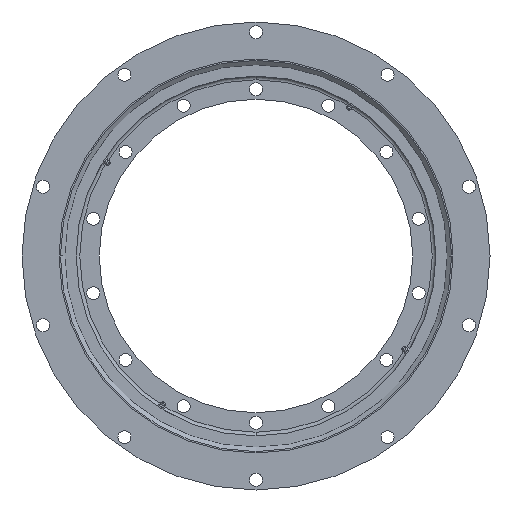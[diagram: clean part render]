
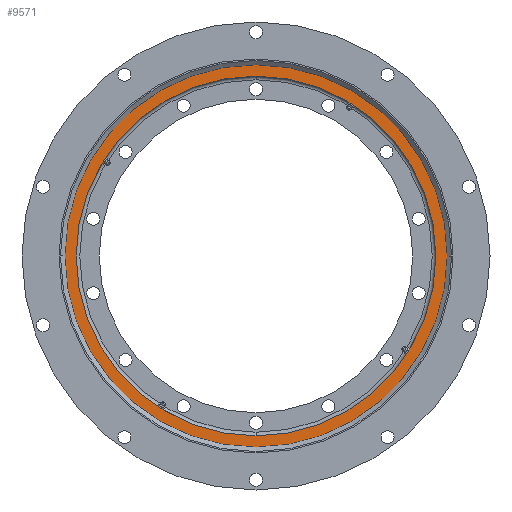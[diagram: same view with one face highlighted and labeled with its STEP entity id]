
A CAD part, front view. The second image highlights one B-rep face of the part: STEP entity #9571.
In plain terms, the highlighted planar face has unit normal (0, -1, 0).
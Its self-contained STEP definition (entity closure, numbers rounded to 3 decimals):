
#343 = EDGE_LOOP ( 'NONE', ( #3014, #4227 ) ) ;
#357 = DIRECTION ( 'NONE',  ( 0., 0., 1. ) ) ;
#599 = DIRECTION ( 'NONE',  ( 0., 1., 0. ) ) ;
#864 = AXIS2_PLACEMENT_3D ( 'NONE', #8766, #4265, #9526 ) ;
#932 = EDGE_CURVE ( 'NONE', #2433, #4639, #3246, .T. ) ;
#936 = CARTESIAN_POINT ( 'NONE',  ( 0., -18., 0. ) ) ;
#984 = VERTEX_POINT ( 'NONE', #1442 ) ;
#1030 = ORIENTED_EDGE ( 'NONE', *, *, #932, .T. ) ;
#1337 = DIRECTION ( 'NONE',  ( 0., 1., 0. ) ) ;
#1442 = CARTESIAN_POINT ( 'NONE',  ( 0., -18., -268.25 ) ) ;
#1498 = ORIENTED_EDGE ( 'NONE', *, *, #4737, .T. ) ;
#1576 = DIRECTION ( 'NONE',  ( 0., 1., 0. ) ) ;
#1856 = EDGE_CURVE ( 'NONE', #7415, #984, #3315, .T. ) ;
#2433 = VERTEX_POINT ( 'NONE', #6710 ) ;
#3014 = ORIENTED_EDGE ( 'NONE', *, *, #1856, .F. ) ;
#3246 = CIRCLE ( 'NONE', #4714, 249. ) ;
#3315 = CIRCLE ( 'NONE', #8211, 268.25 ) ;
#4120 = AXIS2_PLACEMENT_3D ( 'NONE', #8796, #6231, #5797 ) ;
#4227 = ORIENTED_EDGE ( 'NONE', *, *, #5741, .F. ) ;
#4265 = DIRECTION ( 'NONE',  ( 0., 1., 0. ) ) ;
#4373 = DIRECTION ( 'NONE',  ( 0., 0., 1. ) ) ;
#4639 = VERTEX_POINT ( 'NONE', #7390 ) ;
#4714 = AXIS2_PLACEMENT_3D ( 'NONE', #936, #599, #4373 ) ;
#4737 = EDGE_CURVE ( 'NONE', #4639, #2433, #6244, .T. ) ;
#4740 = FACE_BOUND ( 'NONE', #9538, .T. ) ;
#4991 = FACE_OUTER_BOUND ( 'NONE', #343, .T. ) ;
#5298 = CIRCLE ( 'NONE', #864, 268.25 ) ;
#5365 = CARTESIAN_POINT ( 'NONE',  ( 0., -18., 249. ) ) ;
#5603 = CARTESIAN_POINT ( 'NONE',  ( 0., -18., 0. ) ) ;
#5741 = EDGE_CURVE ( 'NONE', #984, #7415, #5298, .T. ) ;
#5797 = DIRECTION ( 'NONE',  ( 0., 0., 1. ) ) ;
#6231 = DIRECTION ( 'NONE',  ( 0., 1., 0. ) ) ;
#6244 = CIRCLE ( 'NONE', #4120, 249. ) ;
#6710 = CARTESIAN_POINT ( 'NONE',  ( 0., -18., 249. ) ) ;
#6739 = AXIS2_PLACEMENT_3D ( 'NONE', #5365, #1576, #8115 ) ;
#7390 = CARTESIAN_POINT ( 'NONE',  ( 0., -18., -249. ) ) ;
#7415 = VERTEX_POINT ( 'NONE', #9337 ) ;
#8115 = DIRECTION ( 'NONE',  ( 0., 0., 1. ) ) ;
#8211 = AXIS2_PLACEMENT_3D ( 'NONE', #5603, #1337, #357 ) ;
#8766 = CARTESIAN_POINT ( 'NONE',  ( 0., -18., 0. ) ) ;
#8796 = CARTESIAN_POINT ( 'NONE',  ( 0., -18., 0. ) ) ;
#9337 = CARTESIAN_POINT ( 'NONE',  ( 0., -18., 268.25 ) ) ;
#9393 = PLANE ( 'NONE',  #6739 ) ;
#9526 = DIRECTION ( 'NONE',  ( 0., 0., 1. ) ) ;
#9538 = EDGE_LOOP ( 'NONE', ( #1030, #1498 ) ) ;
#9571 = ADVANCED_FACE ( 'NONE', ( #4991, #4740 ), #9393, .F. ) ;
